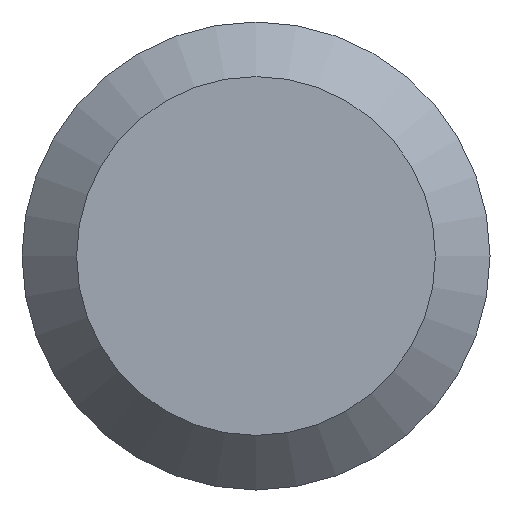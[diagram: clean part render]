
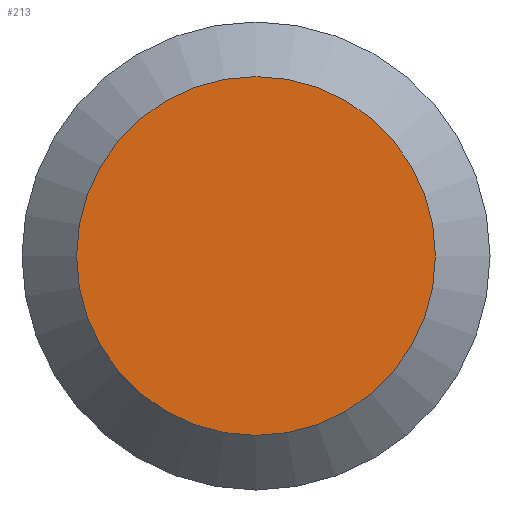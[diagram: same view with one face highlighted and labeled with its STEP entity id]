
A CAD part, left-side view. The second image highlights one B-rep face of the part: STEP entity #213.
In plain terms, the highlighted planar face has unit normal (-1, 0, 0).
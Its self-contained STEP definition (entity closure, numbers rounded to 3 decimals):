
#190=CARTESIAN_POINT('',(-11.25,2.3,0.));
#191=VERTEX_POINT('',#190);
#192=CARTESIAN_POINT('',(-11.25,0.0,0.0));
#193=DIRECTION('',(1.0,0.0,0.0));
#194=DIRECTION('',(0.0,-1.0,0.0));
#195=AXIS2_PLACEMENT_3D('',#192,#193,#194);
#196=CIRCLE('',#195,2.3);
#197=EDGE_CURVE('',#191,#191,#196,.T.);
#205=CARTESIAN_POINT('',(-11.25,1.5,0.0));
#206=DIRECTION('',(-1.0,0.0,0.0));
#207=DIRECTION('',(0.0,0.0,1.0));
#208=AXIS2_PLACEMENT_3D('',#205,#206,#207);
#209=PLANE('',#208);
#210=ORIENTED_EDGE('',*,*,#197,.F.);
#211=EDGE_LOOP('',(#210));
#212=FACE_OUTER_BOUND('',#211,.T.);
#213=ADVANCED_FACE('',(#212),#209,.T.);
